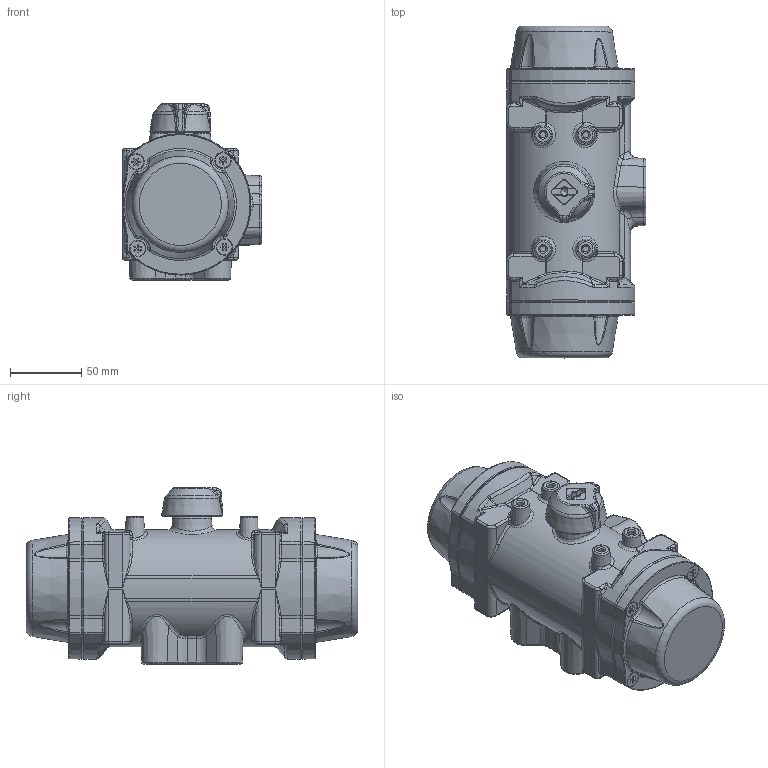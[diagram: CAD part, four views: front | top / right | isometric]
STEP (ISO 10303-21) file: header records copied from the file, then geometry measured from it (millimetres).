
FILE_DESCRIPTION( ( 'Unknown' ), '1' );
FILE_NAME( 'PP10-PP10S_3D.stp', 'Unknown', ( 'Unknown' ), ( 'Unknown' ), 'PSStep 10.1', 'Unknown', ' ' );
FILE_SCHEMA( ( 'automotive_design' ) );
Length unit declared in the file: millimetre
Products named in the file (1): P001002
Bounding box: 97.64 x 232.5 x 123.4 mm (x, y, z)
Volume: 1386992 mm3; surface area: 106104.2 mm2
Topology: 1 solids, 9 shells, 1296 faces, 3197 edges, 1902 vertices
Faces by surface type: plane 362, cylinder 317, bspline 298, torus 160, cone 127, sphere 30, extrusion 2
Full cylindrical faces by diameter (mm): 4 x2, 4.2 x4, 4.33 x4, 4.917 x5, 5 x4, 6 x8, 6.25 x8, 6.4 x4, 6.647 x4, 15 x1, 17.9 x1, 20.2 x1, 22 x1, 24 x1, 31.95 x1
Entity records: 91364 total; most frequent: CARTESIAN_POINT 53049, ORIENTED_EDGE 5926, DIRECTION 5631, EDGE_CURVE 2963, AXIS2_PLACEMENT_3D 2302, VERTEX_POINT 1843, EDGE_LOOP 1481, FACE_OUTER_BOUND 1374
